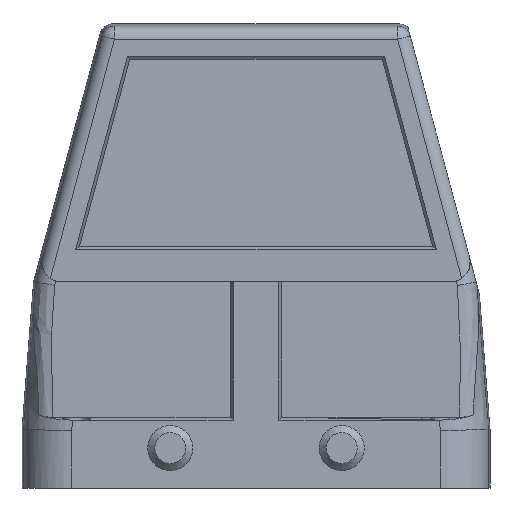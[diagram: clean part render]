
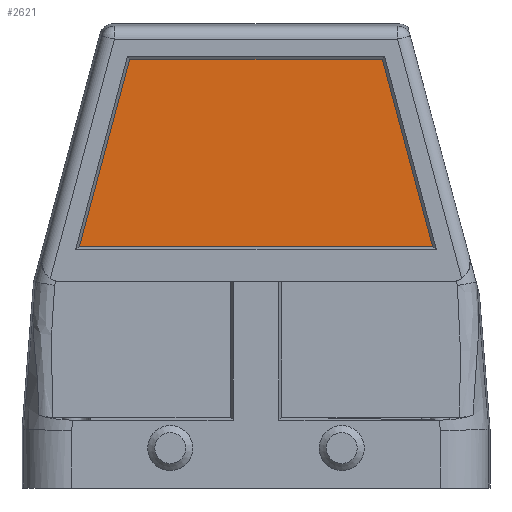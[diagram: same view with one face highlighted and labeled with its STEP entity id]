
A CAD part, front view. The second image highlights one B-rep face of the part: STEP entity #2621.
In plain terms, the highlighted planar face has unit normal (0, -1, 0).
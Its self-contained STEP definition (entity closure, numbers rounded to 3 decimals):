
#1826=LINE('',#8378,#2238);
#1827=LINE('',#8381,#2239);
#1828=LINE('',#8383,#2240);
#1829=LINE('',#8385,#2241);
#2238=VECTOR('',#6617,1.);
#2239=VECTOR('',#6618,1.);
#2240=VECTOR('',#6619,1.);
#2241=VECTOR('',#6620,1.);
#2621=ADVANCED_FACE('',(#3026),#2853,.F.);
#2853=PLANE('',#6093);
#3026=FACE_OUTER_BOUND('',#3255,.T.);
#3255=EDGE_LOOP('',(#3741,#3742,#3743,#3744));
#3741=ORIENTED_EDGE('',*,*,#5328,.T.);
#3742=ORIENTED_EDGE('',*,*,#5329,.F.);
#3743=ORIENTED_EDGE('',*,*,#5330,.F.);
#3744=ORIENTED_EDGE('',*,*,#5331,.T.);
#4900=VERTEX_POINT('',#8379);
#4901=VERTEX_POINT('',#8380);
#4902=VERTEX_POINT('',#8382);
#4903=VERTEX_POINT('',#8384);
#5328=EDGE_CURVE('',#4900,#4901,#1826,.T.);
#5329=EDGE_CURVE('',#4902,#4901,#1827,.T.);
#5330=EDGE_CURVE('',#4903,#4902,#1828,.T.);
#5331=EDGE_CURVE('',#4903,#4900,#1829,.T.);
#6093=AXIS2_PLACEMENT_3D('',#8386,#6621,#6622);
#6617=DIRECTION('',(-0.259,0.,0.966));
#6618=DIRECTION('',(1.,0.,0.));
#6619=DIRECTION('',(0.259,0.,0.966));
#6620=DIRECTION('',(1.,0.,0.));
#6621=DIRECTION('',(0.,1.,0.));
#6622=DIRECTION('',(0.,0.,-1.));
#8378=CARTESIAN_POINT('',(26.701,-21.25,30.879));
#8379=CARTESIAN_POINT('',(27.391,-21.25,28.305));
#8380=CARTESIAN_POINT('',(19.596,-21.25,57.395));
#8381=CARTESIAN_POINT('',(18.027,-21.25,57.395));
#8382=CARTESIAN_POINT('',(-19.596,-21.25,57.395));
#8383=CARTESIAN_POINT('',(-17.587,-21.25,64.893));
#8384=CARTESIAN_POINT('',(-27.391,-21.25,28.305));
#8385=CARTESIAN_POINT('',(27.141,-21.25,28.305));
#8386=CARTESIAN_POINT('',(18.027,-21.25,55.35));
